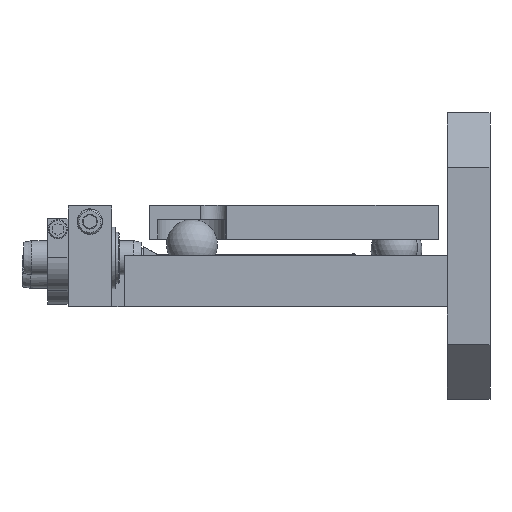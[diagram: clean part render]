
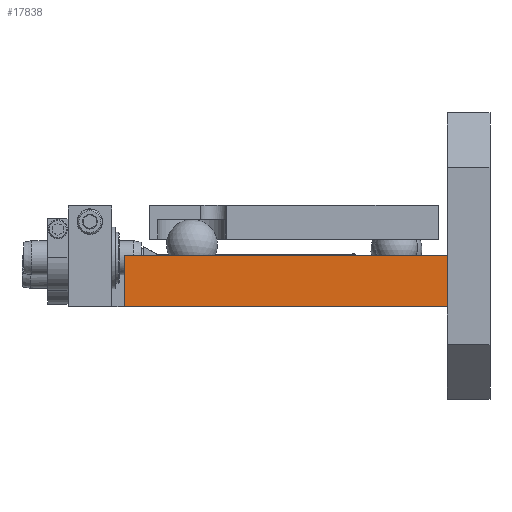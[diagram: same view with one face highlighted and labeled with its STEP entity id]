
A CAD part, left-side view. The second image highlights one B-rep face of the part: STEP entity #17838.
In plain terms, the highlighted planar face has unit normal (-1, 0, 0).
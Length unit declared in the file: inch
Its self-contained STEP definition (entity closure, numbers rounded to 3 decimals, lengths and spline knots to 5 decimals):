
#170 = EDGE_LOOP ( 'NONE', ( #26502, #13300, #50038, #2688 ) ) ;
#267 = CARTESIAN_POINT ( 'NONE',  ( -0.245, 0., -1.423 ) ) ;
#1473 = VECTOR ( 'NONE', #12132, 39.37008 ) ;
#2614 = DIRECTION ( 'NONE',  ( 0., -1., 0. ) ) ;
#2688 = ORIENTED_EDGE ( 'NONE', *, *, #38913, .T. ) ;
#8449 = CARTESIAN_POINT ( 'NONE',  ( -0.245, 2.37, -1.423 ) ) ;
#9661 = FACE_OUTER_BOUND ( 'NONE', #170, .T. ) ;
#10251 = CARTESIAN_POINT ( 'NONE',  ( -0.245, 0., -1.423 ) ) ;
#11867 = CARTESIAN_POINT ( 'NONE',  ( -0.245, 2.464, -1.423 ) ) ;
#12132 = DIRECTION ( 'NONE',  ( 0., 0., 1. ) ) ;
#12977 = VERTEX_POINT ( 'NONE', #42957 ) ;
#13300 = ORIENTED_EDGE ( 'NONE', *, *, #21626, .F. ) ;
#15723 = EDGE_CURVE ( 'NONE', #12977, #24644, #33712, .T. ) ;
#16235 = CARTESIAN_POINT ( 'NONE',  ( -0.245, 2.37, -1.423 ) ) ;
#17838 = ADVANCED_FACE ( 'NONE', ( #9661 ), #43554, .T. ) ;
#19714 = LINE ( 'NONE', #43518, #39354 ) ;
#20075 = DIRECTION ( 'NONE',  ( -1., 0., 0. ) ) ;
#21048 = LINE ( 'NONE', #16235, #31514 ) ;
#21626 = EDGE_CURVE ( 'NONE', #41116, #12977, #21048, .T. ) ;
#22642 = EDGE_CURVE ( 'NONE', #41116, #25815, #19714, .T. ) ;
#23319 = VECTOR ( 'NONE', #2614, 39.37008 ) ;
#24644 = VERTEX_POINT ( 'NONE', #41183 ) ;
#25815 = VERTEX_POINT ( 'NONE', #10251 ) ;
#26155 = CARTESIAN_POINT ( 'NONE',  ( -0.245, 2.464, -1.048 ) ) ;
#26502 = ORIENTED_EDGE ( 'NONE', *, *, #15723, .F. ) ;
#31514 = VECTOR ( 'NONE', #35432, 39.37008 ) ;
#33712 = LINE ( 'NONE', #26155, #23319 ) ;
#34015 = LINE ( 'NONE', #267, #1473 ) ;
#35432 = DIRECTION ( 'NONE',  ( 0., 0., 1. ) ) ;
#38913 = EDGE_CURVE ( 'NONE', #25815, #24644, #34015, .T. ) ;
#39354 = VECTOR ( 'NONE', #47476, 39.37008 ) ;
#41116 = VERTEX_POINT ( 'NONE', #8449 ) ;
#41183 = CARTESIAN_POINT ( 'NONE',  ( -0.245, 0., -1.048 ) ) ;
#42634 = AXIS2_PLACEMENT_3D ( 'NONE', #11867, #20075, #47526 ) ;
#42957 = CARTESIAN_POINT ( 'NONE',  ( -0.245, 2.37, -1.048 ) ) ;
#43518 = CARTESIAN_POINT ( 'NONE',  ( -0.245, 2.464, -1.423 ) ) ;
#43554 = PLANE ( 'NONE',  #42634 ) ;
#47476 = DIRECTION ( 'NONE',  ( 0., -1., 0. ) ) ;
#47526 = DIRECTION ( 'NONE',  ( 0., 1., 0. ) ) ;
#50038 = ORIENTED_EDGE ( 'NONE', *, *, #22642, .T. ) ;
